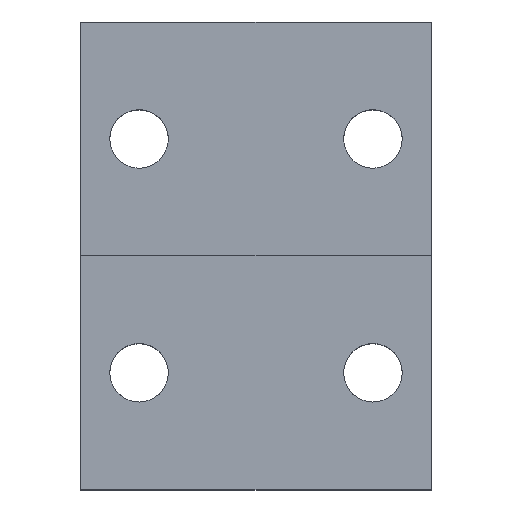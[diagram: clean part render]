
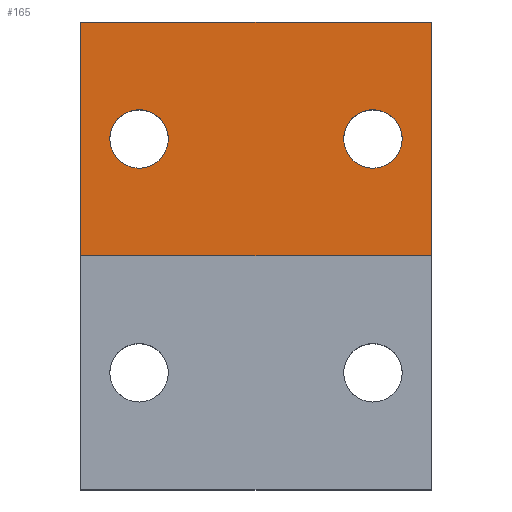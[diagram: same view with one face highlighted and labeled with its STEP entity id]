
A CAD part, top view. The second image highlights one B-rep face of the part: STEP entity #165.
In plain terms, the highlighted planar face has unit normal (0, 0, 1).
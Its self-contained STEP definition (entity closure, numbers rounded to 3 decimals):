
#165=ADVANCED_FACE('',(#239,#241,#243),#245,.T.);
#239=FACE_BOUND('',#240,.T.);
#240=EDGE_LOOP('',(#357,#358,#359,#360));
#241=FACE_BOUND('',#242,.T.);
#242=EDGE_LOOP('',(#361));
#243=FACE_BOUND('',#244,.T.);
#244=EDGE_LOOP('',(#362));
#245=PLANE('',#246);
#246=AXIS2_PLACEMENT_3D('',#247,#248,#249);
#247=CARTESIAN_POINT('',(0.,0.,8.));
#248=DIRECTION('',(0.,0.,1.));
#249=DIRECTION('',(1.,0.,0.));
#357=ORIENTED_EDGE('',*,*,#404,.T.);
#358=ORIENTED_EDGE('',*,*,#422,.T.);
#359=ORIENTED_EDGE('',*,*,#411,.F.);
#360=ORIENTED_EDGE('',*,*,#423,.F.);
#361=ORIENTED_EDGE('',*,*,#395,.T.);
#362=ORIENTED_EDGE('',*,*,#424,.T.);
#395=EDGE_CURVE('',#431,#431,#432,.F.);
#404=EDGE_CURVE('',#450,#448,#451,.T.);
#411=EDGE_CURVE('',#462,#464,#465,.T.);
#422=EDGE_CURVE('',#448,#464,#483,.T.);
#423=EDGE_CURVE('',#450,#462,#484,.T.);
#424=EDGE_CURVE('',#485,#485,#486,.F.);
#431=VERTEX_POINT('',#495);
#432=CIRCLE('',#496,2.);
#448=VERTEX_POINT('',#644);
#450=VERTEX_POINT('',#648);
#451=LINE('',#649,#650);
#462=VERTEX_POINT('',#674);
#464=VERTEX_POINT('',#678);
#465=LINE('',#679,#680);
#483=LINE('',#722,#723);
#484=LINE('',#725,#726);
#485=VERTEX_POINT('',#728);
#486=CIRCLE('',#729,2.);
#495=CARTESIAN_POINT('',(6.,8.,8.));
#496=AXIS2_PLACEMENT_3D('',#497,#498,#499);
#497=CARTESIAN_POINT('',(4.,8.,8.));
#498=DIRECTION('',(0.,0.,1.));
#499=DIRECTION('',(1.,0.,0.));
#644=CARTESIAN_POINT('',(24.,0.,8.));
#648=CARTESIAN_POINT('',(0.,0.,8.));
#649=CARTESIAN_POINT('',(0.,0.,8.));
#650=VECTOR('',#651,1.);
#651=DIRECTION('',(1.,0.,0.));
#674=CARTESIAN_POINT('',(0.,16.,8.));
#678=CARTESIAN_POINT('',(24.,16.,8.));
#679=CARTESIAN_POINT('',(0.,16.,8.));
#680=VECTOR('',#681,1.);
#681=DIRECTION('',(1.,0.,0.));
#722=CARTESIAN_POINT('',(24.,0.,8.));
#723=VECTOR('',#724,1.);
#724=DIRECTION('',(0.,1.,0.));
#725=CARTESIAN_POINT('',(0.,0.,8.));
#726=VECTOR('',#727,1.);
#727=DIRECTION('',(0.,1.,0.));
#728=CARTESIAN_POINT('',(22.,8.,8.));
#729=AXIS2_PLACEMENT_3D('',#730,#731,#732);
#730=CARTESIAN_POINT('',(20.,8.,8.));
#731=DIRECTION('',(0.,0.,1.));
#732=DIRECTION('',(1.,0.,0.));
